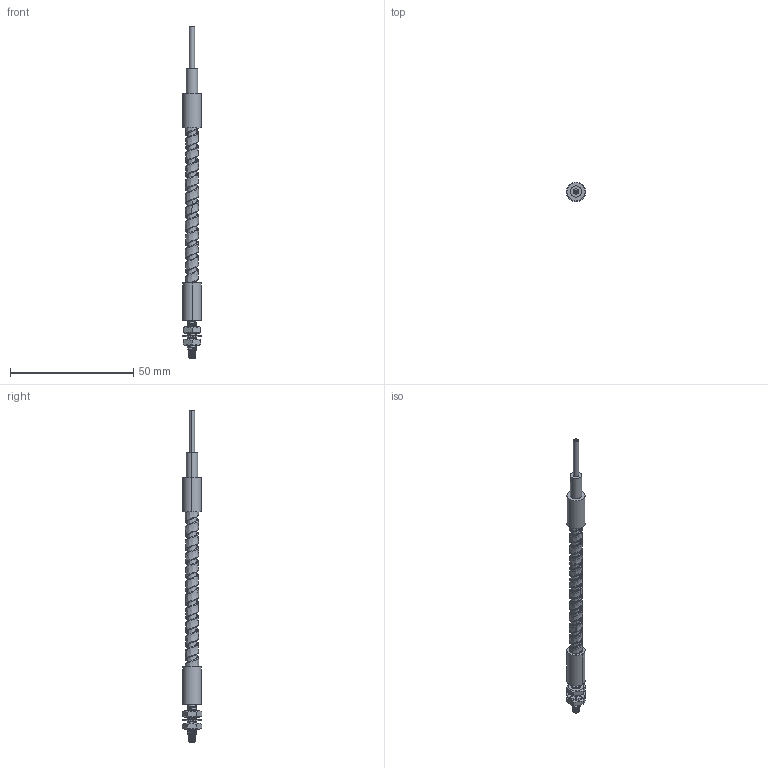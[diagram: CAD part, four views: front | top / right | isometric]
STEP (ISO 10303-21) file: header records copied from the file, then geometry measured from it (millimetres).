
FILE_DESCRIPTION((''),'2;1');
FILE_NAME('193420_ASM','2016-02-17T',('pdmadmin'),(''),'PRO/ENGINEER BY PARAMETRIC TECHNOLOGY CORPORATION, 2013230','PRO/ENGINEER BY PARAMETRIC TECHNOLOGY CORPORATION, 2013230','');
FILE_SCHEMA(('CONFIG_CONTROL_DESIGN'));
Length unit declared in the file: inch
Products named in the file (8): 29307; 40845; 40844; 15498_GENERIC; 40786; FIBER_CORE_1MM; 45074_ASM; 193420_ASM
Assembly tree (8 placements, depth 3):
  193420_ASM
    45074_ASM
      29307
      40845
      40844  x2
      15498_GENERIC
      40786
      FIBER_CORE_1MM
Bounding box: 8 x 8.08 x 134.88 mm (x, y, z)
Volume: 1652.8 mm3; surface area: 5434.3 mm2
Topology: 7 solids, 9 shells, 258 faces, 648 edges, 408 vertices
Faces by surface type: cylinder 106, bspline 80, plane 52, cone 16, torus 4
Entity records: 25431 total; most frequent: CARTESIAN_POINT 20006, ORIENTED_EDGE 1216, DIRECTION 882, EDGE_CURVE 610, VERTEX_POINT 384, AXIS2_PLACEMENT_3D 313, VECTOR 256, LINE 256
